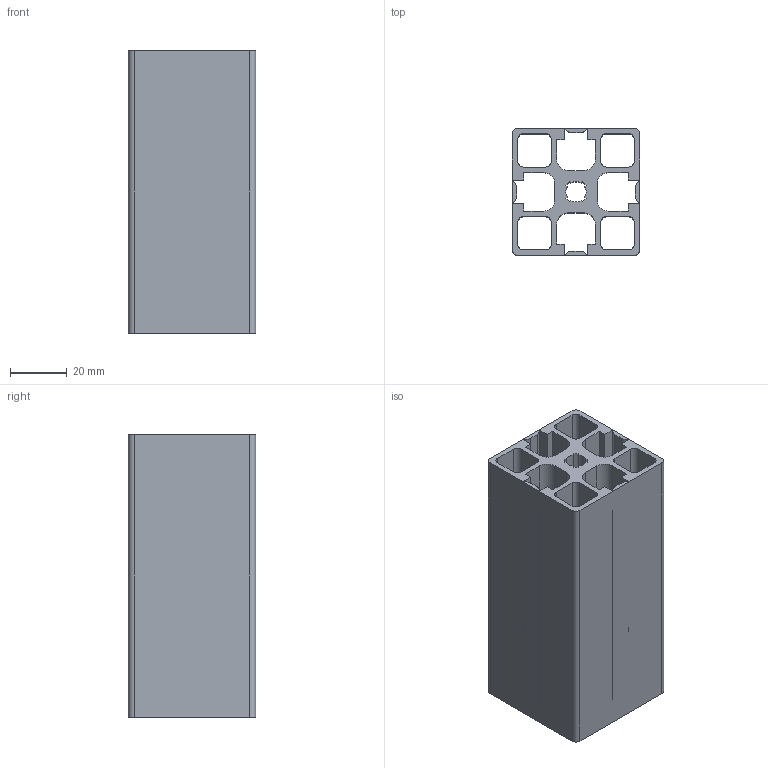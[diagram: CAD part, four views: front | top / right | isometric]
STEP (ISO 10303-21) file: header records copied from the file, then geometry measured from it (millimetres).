
FILE_DESCRIPTION(/* description */ ('Profil 45 x 45 lehký vylamovací drážky'),/* implementation_level */ '2;1');
FILE_NAME(/* name */ '104504.stp',/* time_stamp */ '2018-04-29T10:44:54+02:00',/* author */ ('Špaček'),/* organization */ ('Alutec K&K'),/* preprocessor_version */ 'ST-DEVELOPER v16.1',/* originating_system */ 'Autodesk Inventor 2016',/* authorisation */ '');
FILE_SCHEMA (('AUTOMOTIVE_DESIGN { 1 0 10303 214 3 1 1 }'));
Length unit declared in the file: millimetre
Products named in the file (1): 104504
Bounding box: 45 x 45 x 100 mm (x, y, z)
Volume: 76149 mm3; surface area: 61177.6 mm2
Topology: 1 solids, 1 shells, 122 faces, 360 edges, 240 vertices
Faces by surface type: plane 78, cylinder 44
Entity records: 4132 total; most frequent: CARTESIAN_POINT 723, ORIENTED_EDGE 720, DIRECTION 694, EDGE_CURVE 360, LINE 272, VECTOR 272, VERTEX_POINT 240, AXIS2_PLACEMENT_3D 211
